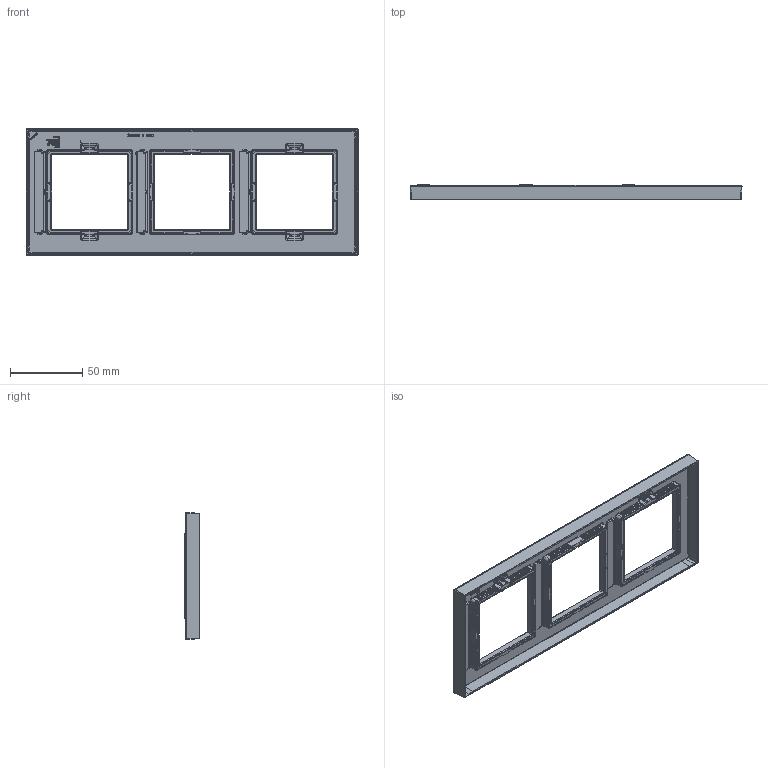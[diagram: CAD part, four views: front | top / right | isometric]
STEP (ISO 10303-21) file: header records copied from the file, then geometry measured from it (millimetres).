
FILE_DESCRIPTION((''),'2;1');
FILE_NAME('WAD8303XX_GEN_ASM','2025-11-03T13:37:20',('dembskd'),(''),'CREO PARAMETRIC BY PTC INC, 2025010','CREO PARAMETRIC BY PTC INC, 2025010','');
FILE_SCHEMA(('CONFIG_CONTROL_DESIGN','SHAPE_APPEARANCE_LAYERS_GROUPS'));
Products named in the file (7): W4GXXXX; W3A0397_GEN; W2A0591_00_ASM; W1A2343_GEN; W1Z0186_00; W2A2343_99_ASM; WAD8303XX_GEN_ASM
Assembly tree (8 placements, depth 3):
  WAD8303XX_GEN_ASM
    W4GXXXX
    W2A0591_00_ASM
      W3A0397_GEN
    W2A2343_99_ASM  x3
      W1A2343_GEN
      W1Z0186_00
Bounding box: 230 x 10.7 x 88 mm (x, y, z)
Volume: 34541.5 mm3; surface area: 49711.5 mm2
Topology: 7 solids, 7 shells, 3474 faces, 9071 edges, 5774 vertices
Faces by surface type: plane 1468, extrusion 712, cylinder 668, bspline 406, sphere 132, torus 48, cone 28, revolution 12
Entity records: 171684 total; most frequent: CARTESIAN_POINT 52750, ORIENTED_EDGE 16318, DIRECTION 12089, PRESENTATION_STYLE_ASSIGNMENT 11737, STYLED_ITEM 8889, CURVE_STYLE 8883, EDGE_CURVE 8159, VECTOR 5581
